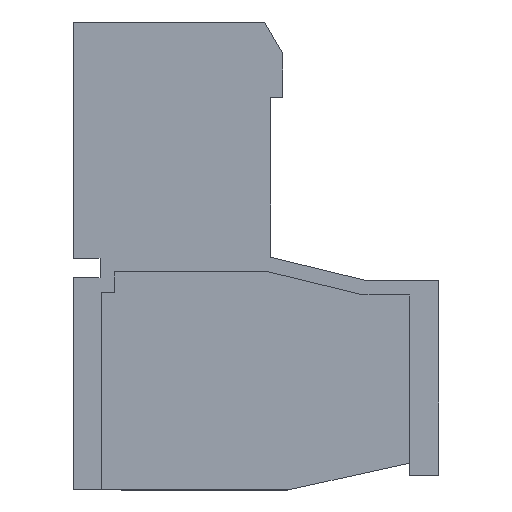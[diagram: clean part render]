
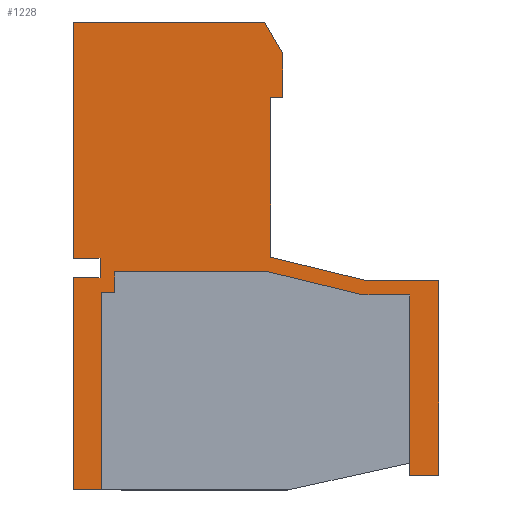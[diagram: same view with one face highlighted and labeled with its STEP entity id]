
A CAD part, left-side view. The second image highlights one B-rep face of the part: STEP entity #1228.
In plain terms, the highlighted planar face has unit normal (-1, 0, 0).
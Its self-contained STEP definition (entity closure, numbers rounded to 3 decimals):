
#1228 = ADVANCED_FACE( '', ( #3039 ), #3040, .F. );
#3039 = FACE_OUTER_BOUND( '', #5669, .T. );
#3040 = PLANE( '', #5670 );
#5669 = EDGE_LOOP( '', ( #8590, #8591, #8592, #8593, #8594, #8595, #8596, #8597, #8598, #8599, #8600, #8601, #8602, #8603, #8604, #8605, #8606, #8607, #8608, #8609, #8610, #8611 ) );
#5670 = AXIS2_PLACEMENT_3D( '', #8612, #8613, #8614 );
#8590 = ORIENTED_EDGE( '', *, *, #15982, .T. );
#8591 = ORIENTED_EDGE( '', *, *, #15983, .T. );
#8592 = ORIENTED_EDGE( '', *, *, #15984, .T. );
#8593 = ORIENTED_EDGE( '', *, *, #15985, .T. );
#8594 = ORIENTED_EDGE( '', *, *, #15986, .T. );
#8595 = ORIENTED_EDGE( '', *, *, #15987, .T. );
#8596 = ORIENTED_EDGE( '', *, *, #15988, .T. );
#8597 = ORIENTED_EDGE( '', *, *, #15989, .T. );
#8598 = ORIENTED_EDGE( '', *, *, #15990, .T. );
#8599 = ORIENTED_EDGE( '', *, *, #15991, .T. );
#8600 = ORIENTED_EDGE( '', *, *, #15992, .T. );
#8601 = ORIENTED_EDGE( '', *, *, #15993, .T. );
#8602 = ORIENTED_EDGE( '', *, *, #15994, .T. );
#8603 = ORIENTED_EDGE( '', *, *, #15995, .T. );
#8604 = ORIENTED_EDGE( '', *, *, #15996, .T. );
#8605 = ORIENTED_EDGE( '', *, *, #15997, .T. );
#8606 = ORIENTED_EDGE( '', *, *, #15998, .T. );
#8607 = ORIENTED_EDGE( '', *, *, #15999, .T. );
#8608 = ORIENTED_EDGE( '', *, *, #16000, .T. );
#8609 = ORIENTED_EDGE( '', *, *, #16001, .T. );
#8610 = ORIENTED_EDGE( '', *, *, #16002, .T. );
#8611 = ORIENTED_EDGE( '', *, *, #16003, .T. );
#8612 = CARTESIAN_POINT( '', ( -21.07, 0., 0. ) );
#8613 = DIRECTION( '', ( 1., 0., 0. ) );
#8614 = DIRECTION( '', ( 0., 0., -1. ) );
#15982 = EDGE_CURVE( '', #19185, #19186, #19187, .T. );
#15983 = EDGE_CURVE( '', #19186, #19188, #19189, .T. );
#15984 = EDGE_CURVE( '', #19188, #19190, #19191, .T. );
#15985 = EDGE_CURVE( '', #19190, #19192, #19193, .T. );
#15986 = EDGE_CURVE( '', #19192, #19194, #19195, .T. );
#15987 = EDGE_CURVE( '', #19194, #19196, #19197, .T. );
#15988 = EDGE_CURVE( '', #19196, #19198, #19199, .T. );
#15989 = EDGE_CURVE( '', #19198, #19200, #19201, .T. );
#15990 = EDGE_CURVE( '', #19200, #19202, #19203, .T. );
#15991 = EDGE_CURVE( '', #19202, #19204, #19205, .T. );
#15992 = EDGE_CURVE( '', #19204, #19206, #19207, .T. );
#15993 = EDGE_CURVE( '', #19206, #19208, #19209, .T. );
#15994 = EDGE_CURVE( '', #19208, #19210, #19211, .T. );
#15995 = EDGE_CURVE( '', #19210, #19212, #19213, .T. );
#15996 = EDGE_CURVE( '', #19212, #19214, #19215, .T. );
#15997 = EDGE_CURVE( '', #19214, #19216, #19217, .T. );
#15998 = EDGE_CURVE( '', #19216, #19218, #19219, .T. );
#15999 = EDGE_CURVE( '', #19218, #19220, #19221, .T. );
#16000 = EDGE_CURVE( '', #19220, #19222, #19223, .T. );
#16001 = EDGE_CURVE( '', #19222, #19224, #19225, .T. );
#16002 = EDGE_CURVE( '', #19224, #19226, #19227, .T. );
#16003 = EDGE_CURVE( '', #19226, #19185, #19228, .T. );
#19185 = VERTEX_POINT( '', #23802 );
#19186 = VERTEX_POINT( '', #23803 );
#19187 = LINE( '', #23804, #23805 );
#19188 = VERTEX_POINT( '', #23806 );
#19189 = LINE( '', #23807, #23808 );
#19190 = VERTEX_POINT( '', #23809 );
#19191 = LINE( '', #23810, #23811 );
#19192 = VERTEX_POINT( '', #23812 );
#19193 = LINE( '', #23813, #23814 );
#19194 = VERTEX_POINT( '', #23815 );
#19195 = LINE( '', #23816, #23817 );
#19196 = VERTEX_POINT( '', #23818 );
#19197 = LINE( '', #23819, #23820 );
#19198 = VERTEX_POINT( '', #23821 );
#19199 = LINE( '', #23822, #23823 );
#19200 = VERTEX_POINT( '', #23824 );
#19201 = LINE( '', #23825, #23826 );
#19202 = VERTEX_POINT( '', #23827 );
#19203 = LINE( '', #23828, #23829 );
#19204 = VERTEX_POINT( '', #23830 );
#19205 = LINE( '', #23831, #23832 );
#19206 = VERTEX_POINT( '', #23833 );
#19207 = LINE( '', #23834, #23835 );
#19208 = VERTEX_POINT( '', #23836 );
#19209 = LINE( '', #23837, #23838 );
#19210 = VERTEX_POINT( '', #23839 );
#19211 = LINE( '', #23840, #23841 );
#19212 = VERTEX_POINT( '', #23842 );
#19213 = LINE( '', #23843, #23844 );
#19214 = VERTEX_POINT( '', #23845 );
#19215 = LINE( '', #23846, #23847 );
#19216 = VERTEX_POINT( '', #23848 );
#19217 = LINE( '', #23849, #23850 );
#19218 = VERTEX_POINT( '', #23851 );
#19219 = LINE( '', #23852, #23853 );
#19220 = VERTEX_POINT( '', #23854 );
#19221 = LINE( '', #23855, #23856 );
#19222 = VERTEX_POINT( '', #23857 );
#19223 = LINE( '', #23858, #23859 );
#19224 = VERTEX_POINT( '', #23860 );
#19225 = LINE( '', #23861, #23862 );
#19226 = VERTEX_POINT( '', #23863 );
#19227 = LINE( '', #23864, #23865 );
#19228 = LINE( '', #23866, #23867 );
#23802 = CARTESIAN_POINT( '', ( -21.07, -8.003, -1.55 ) );
#23803 = CARTESIAN_POINT( '', ( -21.07, -9.875, -1.55 ) );
#23804 = CARTESIAN_POINT( '', ( -21.07, -8.003, -1.55 ) );
#23805 = VECTOR( '', #29641, 1000. );
#23806 = CARTESIAN_POINT( '', ( -21.07, -9.875, -8.95 ) );
#23807 = CARTESIAN_POINT( '', ( -21.07, -9.875, -8.95 ) );
#23808 = VECTOR( '', #29642, 1000. );
#23809 = CARTESIAN_POINT( '', ( -21.07, -11.075, -8.95 ) );
#23810 = CARTESIAN_POINT( '', ( -21.07, -11.075, -8.95 ) );
#23811 = VECTOR( '', #29643, 1000. );
#23812 = CARTESIAN_POINT( '', ( -21.07, -11.075, -0.95 ) );
#23813 = CARTESIAN_POINT( '', ( -21.07, -11.075, -8.95 ) );
#23814 = VECTOR( '', #29644, 1000. );
#23815 = CARTESIAN_POINT( '', ( -21.07, -8.075, -0.95 ) );
#23816 = CARTESIAN_POINT( '', ( -21.07, -11.075, -0.95 ) );
#23817 = VECTOR( '', #29645, 1000. );
#23818 = CARTESIAN_POINT( '', ( -21.07, -4.175, 0. ) );
#23819 = CARTESIAN_POINT( '', ( -21.07, -8.075, -0.95 ) );
#23820 = VECTOR( '', #29646, 1000. );
#23821 = CARTESIAN_POINT( '', ( -21.07, -4.175, 6.55 ) );
#23822 = CARTESIAN_POINT( '', ( -21.07, -4.175, 0. ) );
#23823 = VECTOR( '', #29647, 1000. );
#23824 = CARTESIAN_POINT( '', ( -21.07, -4.675, 6.55 ) );
#23825 = CARTESIAN_POINT( '', ( -21.07, -4.175, 6.55 ) );
#23826 = VECTOR( '', #29648, 1000. );
#23827 = CARTESIAN_POINT( '', ( -21.07, -4.675, 8.35 ) );
#23828 = CARTESIAN_POINT( '', ( -21.07, -4.675, 6.55 ) );
#23829 = VECTOR( '', #29649, 1000. );
#23830 = CARTESIAN_POINT( '', ( -21.07, -3.925, 9.65 ) );
#23831 = CARTESIAN_POINT( '', ( -21.07, -4.675, 8.35 ) );
#23832 = VECTOR( '', #29650, 1000. );
#23833 = CARTESIAN_POINT( '', ( -21.07, 3.925, 9.65 ) );
#23834 = CARTESIAN_POINT( '', ( -21.07, -3.925, 9.65 ) );
#23835 = VECTOR( '', #29651, 1000. );
#23836 = CARTESIAN_POINT( '', ( -21.07, 3.925, -0.05 ) );
#23837 = CARTESIAN_POINT( '', ( -21.07, 3.925, 9.65 ) );
#23838 = VECTOR( '', #29652, 1000. );
#23839 = CARTESIAN_POINT( '', ( -21.07, 2.825, -0.05 ) );
#23840 = CARTESIAN_POINT( '', ( -21.07, 3.925, -0.05 ) );
#23841 = VECTOR( '', #29653, 1000. );
#23842 = CARTESIAN_POINT( '', ( -21.07, 2.825, -0.85 ) );
#23843 = CARTESIAN_POINT( '', ( -21.07, 2.825, -0.05 ) );
#23844 = VECTOR( '', #29654, 1000. );
#23845 = CARTESIAN_POINT( '', ( -21.07, 3.925, -0.85 ) );
#23846 = CARTESIAN_POINT( '', ( -21.07, 2.825, -0.85 ) );
#23847 = VECTOR( '', #29655, 1000. );
#23848 = CARTESIAN_POINT( '', ( -21.07, 3.925, -9.55 ) );
#23849 = CARTESIAN_POINT( '', ( -21.07, 3.925, -0.85 ) );
#23850 = VECTOR( '', #29656, 1000. );
#23851 = CARTESIAN_POINT( '', ( -21.07, 2.775, -9.55 ) );
#23852 = CARTESIAN_POINT( '', ( -21.07, 3.925, -9.55 ) );
#23853 = VECTOR( '', #29657, 1000. );
#23854 = CARTESIAN_POINT( '', ( -21.07, 2.775, -1.45 ) );
#23855 = CARTESIAN_POINT( '', ( -21.07, 2.775, -9.55 ) );
#23856 = VECTOR( '', #29658, 1000. );
#23857 = CARTESIAN_POINT( '', ( -21.07, 2.225, -1.45 ) );
#23858 = CARTESIAN_POINT( '', ( -21.07, 2.775, -1.45 ) );
#23859 = VECTOR( '', #29659, 1000. );
#23860 = CARTESIAN_POINT( '', ( -21.07, 2.225, -0.6 ) );
#23861 = CARTESIAN_POINT( '', ( -21.07, 2.225, -1.45 ) );
#23862 = VECTOR( '', #29660, 1000. );
#23863 = CARTESIAN_POINT( '', ( -21.07, -4.103, -0.6 ) );
#23864 = CARTESIAN_POINT( '', ( -21.07, 2.225, -0.6 ) );
#23865 = VECTOR( '', #29661, 1000. );
#23866 = CARTESIAN_POINT( '', ( -21.07, -4.103, -0.6 ) );
#23867 = VECTOR( '', #29662, 1000. );
#29641 = DIRECTION( '', ( 0., -1., 0. ) );
#29642 = DIRECTION( '', ( 0., 0., -1. ) );
#29643 = DIRECTION( '', ( 0., -1., 0. ) );
#29644 = DIRECTION( '', ( 0., 0., 1. ) );
#29645 = DIRECTION( '', ( 0., 1., 0. ) );
#29646 = DIRECTION( '', ( 0., 0.972, 0.237 ) );
#29647 = DIRECTION( '', ( 0., 0., 1. ) );
#29648 = DIRECTION( '', ( 0., -1., 0. ) );
#29649 = DIRECTION( '', ( 0., 0., 1. ) );
#29650 = DIRECTION( '', ( 0., 0.5, 0.866 ) );
#29651 = DIRECTION( '', ( 0., 1., 0. ) );
#29652 = DIRECTION( '', ( 0., 0., -1. ) );
#29653 = DIRECTION( '', ( 0., -1., 0. ) );
#29654 = DIRECTION( '', ( 0., 0., -1. ) );
#29655 = DIRECTION( '', ( 0., 1., 0. ) );
#29656 = DIRECTION( '', ( 0., 0., -1. ) );
#29657 = DIRECTION( '', ( 0., -1., 0. ) );
#29658 = DIRECTION( '', ( 0., 0., 1. ) );
#29659 = DIRECTION( '', ( 0., -1., 0. ) );
#29660 = DIRECTION( '', ( 0., 0., 1. ) );
#29661 = DIRECTION( '', ( 0., -1., 0. ) );
#29662 = DIRECTION( '', ( 0., -0.972, -0.237 ) );
